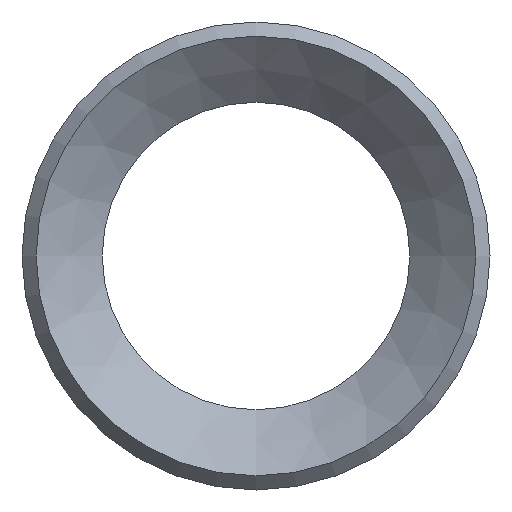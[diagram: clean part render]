
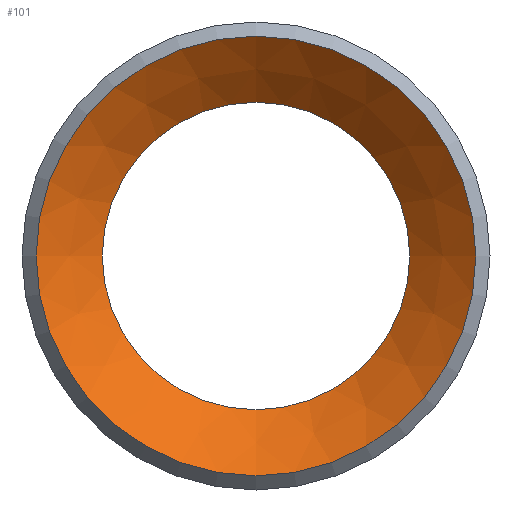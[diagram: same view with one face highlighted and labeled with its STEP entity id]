
A CAD part, left-side view. The second image highlights one B-rep face of the part: STEP entity #101.
In plain terms, the highlighted conical face has half-angle 49.625 degrees and reference radius 8.22 mm.
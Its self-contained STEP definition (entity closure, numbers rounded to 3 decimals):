
#26=ORIENTED_EDGE('',*,*,#42,.T.);
#27=ORIENTED_EDGE('',*,*,#40,.F.);
#40=EDGE_CURVE('',#48,#48,#56,.T.);
#42=EDGE_CURVE('',#50,#50,#58,.T.);
#48=VERTEX_POINT('',#174);
#50=VERTEX_POINT('',#179);
#56=CIRCLE('',#122,8.22);
#58=CIRCLE('',#125,5.75);
#66=EDGE_LOOP('',(#26));
#67=EDGE_LOOP('',(#27));
#82=FACE_BOUND('',#66,.T.);
#83=FACE_BOUND('',#67,.T.);
#97=CONICAL_SURFACE('',#124,8.22,0.866);
#101=ADVANCED_FACE('',(#82,#83),#97,.F.);
#122=AXIS2_PLACEMENT_3D('',#173,#141,#142);
#124=AXIS2_PLACEMENT_3D('',#177,#145,#146);
#125=AXIS2_PLACEMENT_3D('',#178,#147,#148);
#141=DIRECTION('',(1.,0.,0.));
#142=DIRECTION('',(0.,0.,-1.));
#145=DIRECTION('',(-1.,0.,0.));
#146=DIRECTION('',(0.,0.,1.));
#147=DIRECTION('',(1.,0.,0.));
#148=DIRECTION('',(0.,0.,-1.));
#173=CARTESIAN_POINT('',(0.,0.,0.));
#174=CARTESIAN_POINT('',(0.,0.,-8.22));
#177=CARTESIAN_POINT('',(0.,0.,0.));
#178=CARTESIAN_POINT('',(2.1,0.,0.));
#179=CARTESIAN_POINT('',(2.1,0.,-5.75));
